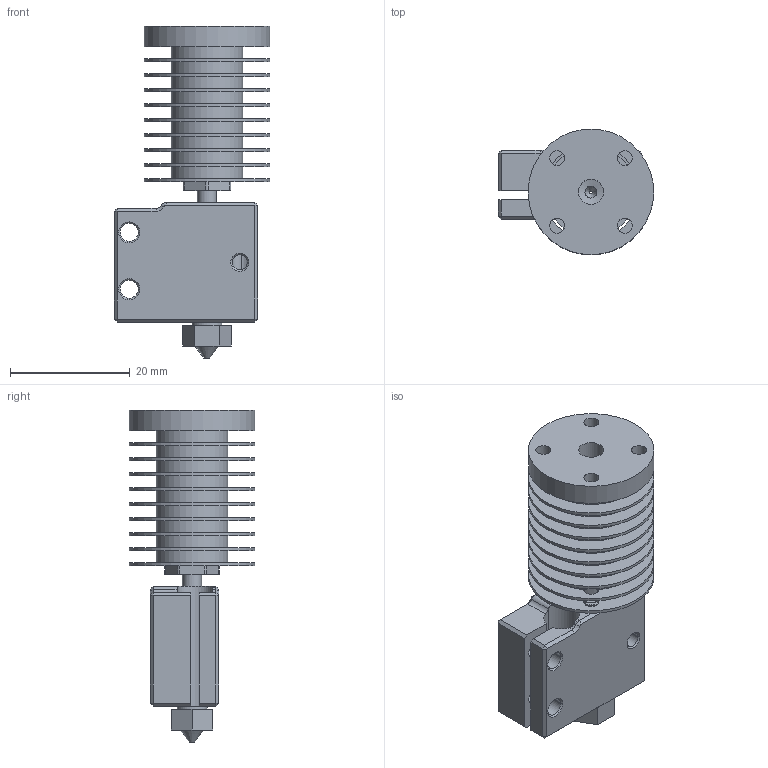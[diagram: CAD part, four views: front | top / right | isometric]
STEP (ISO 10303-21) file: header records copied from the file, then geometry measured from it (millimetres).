
FILE_DESCRIPTION(('FreeCAD Model'),'2;1');
FILE_NAME('Open CASCADE Shape Model','2024-01-31T18:49:41',(''),(''), 'Open CASCADE STEP processor 7.6','FreeCAD','Unknown');
FILE_SCHEMA(('AUTOMOTIVE_DESIGN { 1 0 10303 214 1 1 1 1 }'));
Length unit declared in the file: millimetre
Products named in the file (5): Unnamed1; Bi-metal titanium-copper throat with thrust hexagon; Cut; VolcanoHotend; V6 0.4mm nozzle v6
Assembly tree (4 placements, depth 2):
  Unnamed1
    Bi-metal titanium-copper throat with thrust hexagon
    Cut
    VolcanoHotend
    V6 0.4mm nozzle v6
Bounding box: 26 x 21 x 55.5 mm (x, y, z)
Volume: 8974.8 mm3; surface area: 11396.7 mm2
Topology: 15 solids, 15 shells, 290 faces, 1471 edges, 3480 vertices
Faces by surface type: cylinder 128, plane 120, cone 30, bspline 12
Full cylindrical faces by diameter (mm): 0.4 x1, 2 x3, 2.5 x8, 3.2 x2, 4.2 x2, 4.317 x2, 5 x1, 5.417 x2, 5.5 x2, 5.8 x4, 5.884 x1, 6.9 x9, 12 x9, 15 x8, 16 x8, 21 x10
Entity records: 43489 total; most frequent: CARTESIAN_POINT 23315, DIRECTION 3623, LINE 1428, VECTOR 1428, ORIENTED_EDGE 1306, PCURVE 1306, DEFINITIONAL_REPRESENTATION 1306, AXIS2_PLACEMENT_3D 1010
